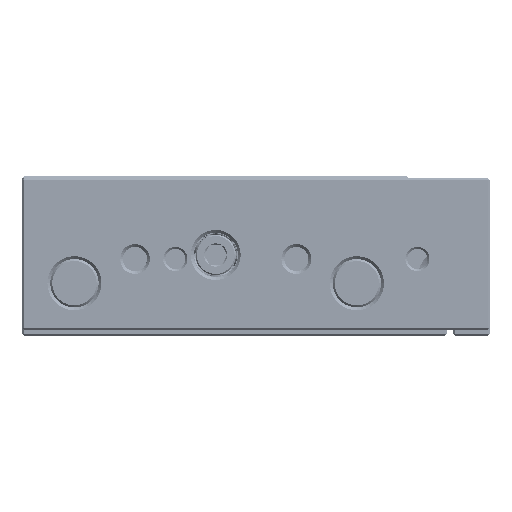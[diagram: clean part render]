
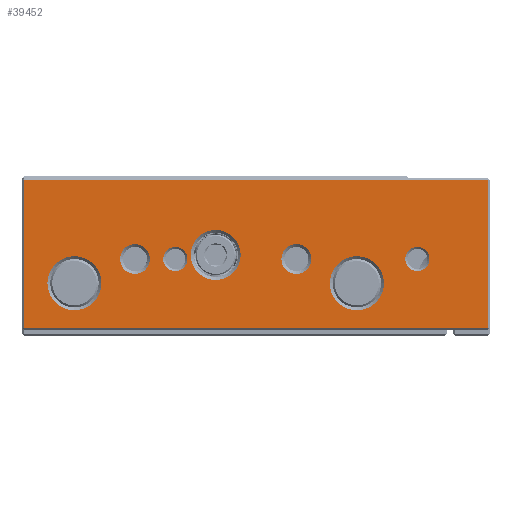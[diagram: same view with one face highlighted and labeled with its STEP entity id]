
A CAD part, left-side view. The second image highlights one B-rep face of the part: STEP entity #39452.
In plain terms, the highlighted planar face has unit normal (-1, 0, 0).
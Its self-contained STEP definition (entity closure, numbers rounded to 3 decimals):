
#920=FACE_BOUND('',#5074,.T.);
#921=FACE_BOUND('',#5075,.T.);
#922=FACE_BOUND('',#5076,.T.);
#923=FACE_BOUND('',#5077,.T.);
#924=FACE_BOUND('',#5078,.T.);
#925=FACE_BOUND('',#5079,.T.);
#926=FACE_BOUND('',#5080,.T.);
#1255=PLANE('',#42016);
#1579=CIRCLE('',#42017,6.7);
#1580=CIRCLE('',#42018,6.7);
#1581=CIRCLE('',#42019,3.);
#1582=CIRCLE('',#42020,3.7);
#1583=CIRCLE('',#42021,3.7);
#1584=CIRCLE('',#42022,3.);
#1585=CIRCLE('',#42023,6.2);
#2704=FACE_OUTER_BOUND('',#5073,.T.);
#5073=EDGE_LOOP('',(#25876,#25877,#25878,#25879));
#5074=EDGE_LOOP('',(#25880));
#5075=EDGE_LOOP('',(#25881));
#5076=EDGE_LOOP('',(#25882));
#5077=EDGE_LOOP('',(#25883));
#5078=EDGE_LOOP('',(#25884));
#5079=EDGE_LOOP('',(#25885));
#5080=EDGE_LOOP('',(#25886));
#10853=LINE('',#59064,#12884);
#10856=LINE('',#59068,#12887);
#10861=LINE('',#59076,#12892);
#10866=LINE('',#59083,#12897);
#12884=VECTOR('',#45531,10.);
#12887=VECTOR('',#45536,10.);
#12892=VECTOR('',#45547,10.);
#12897=VECTOR('',#45556,10.);
#15087=VERTEX_POINT('',#59019);
#15095=VERTEX_POINT('',#59036);
#15099=VERTEX_POINT('',#59050);
#15104=VERTEX_POINT('',#59060);
#15120=VERTEX_POINT('',#59129);
#15121=VERTEX_POINT('',#59131);
#15122=VERTEX_POINT('',#59133);
#15123=VERTEX_POINT('',#59135);
#15124=VERTEX_POINT('',#59137);
#15125=VERTEX_POINT('',#59139);
#15126=VERTEX_POINT('',#59141);
#19353=EDGE_CURVE('',#15099,#15104,#10853,.T.);
#19356=EDGE_CURVE('',#15104,#15095,#10856,.T.);
#19361=EDGE_CURVE('',#15087,#15099,#10861,.T.);
#19366=EDGE_CURVE('',#15095,#15087,#10866,.T.);
#19390=EDGE_CURVE('',#15120,#15120,#1579,.T.);
#19391=EDGE_CURVE('',#15121,#15121,#1580,.T.);
#19392=EDGE_CURVE('',#15122,#15122,#1581,.T.);
#19393=EDGE_CURVE('',#15123,#15123,#1582,.T.);
#19394=EDGE_CURVE('',#15124,#15124,#1583,.T.);
#19395=EDGE_CURVE('',#15125,#15125,#1584,.T.);
#19396=EDGE_CURVE('',#15126,#15126,#1585,.T.);
#25876=ORIENTED_EDGE('',*,*,#19353,.F.);
#25877=ORIENTED_EDGE('',*,*,#19361,.F.);
#25878=ORIENTED_EDGE('',*,*,#19366,.F.);
#25879=ORIENTED_EDGE('',*,*,#19356,.F.);
#25880=ORIENTED_EDGE('',*,*,#19390,.F.);
#25881=ORIENTED_EDGE('',*,*,#19391,.F.);
#25882=ORIENTED_EDGE('',*,*,#19392,.F.);
#25883=ORIENTED_EDGE('',*,*,#19393,.F.);
#25884=ORIENTED_EDGE('',*,*,#19394,.F.);
#25885=ORIENTED_EDGE('',*,*,#19395,.F.);
#25886=ORIENTED_EDGE('',*,*,#19396,.F.);
#39452=ADVANCED_FACE('',(#2704,#920,#921,#922,#923,#924,#925,#926),#1255,
 .T.);
#42016=AXIS2_PLACEMENT_3D('',#59128,#45607,#45608);
#42017=AXIS2_PLACEMENT_3D('',#59130,#45609,#45610);
#42018=AXIS2_PLACEMENT_3D('',#59132,#45611,#45612);
#42019=AXIS2_PLACEMENT_3D('',#59134,#45613,#45614);
#42020=AXIS2_PLACEMENT_3D('',#59136,#45615,#45616);
#42021=AXIS2_PLACEMENT_3D('',#59138,#45617,#45618);
#42022=AXIS2_PLACEMENT_3D('',#59140,#45619,#45620);
#42023=AXIS2_PLACEMENT_3D('',#59142,#45621,#45622);
#45531=DIRECTION('',(0.,1.,0.));
#45536=DIRECTION('',(0.,0.,1.));
#45547=DIRECTION('',(0.,0.,-1.));
#45556=DIRECTION('',(0.,-1.,0.));
#45607=DIRECTION('center_axis',(-1.,0.,0.));
#45608=DIRECTION('ref_axis',(0.,-1.,0.));
#45609=DIRECTION('center_axis',(-1.,0.,0.));
#45610=DIRECTION('ref_axis',(0.,0.,1.));
#45611=DIRECTION('center_axis',(-1.,0.,0.));
#45612=DIRECTION('ref_axis',(0.,0.,1.));
#45613=DIRECTION('center_axis',(-1.,0.,0.));
#45614=DIRECTION('ref_axis',(0.,0.,1.));
#45615=DIRECTION('center_axis',(-1.,0.,0.));
#45616=DIRECTION('ref_axis',(0.,0.,1.));
#45617=DIRECTION('center_axis',(-1.,0.,0.));
#45618=DIRECTION('ref_axis',(0.,0.,1.));
#45619=DIRECTION('center_axis',(-1.,0.,0.));
#45620=DIRECTION('ref_axis',(0.,0.,1.));
#45621=DIRECTION('center_axis',(-1.,0.,0.));
#45622=DIRECTION('ref_axis',(0.,0.,1.));
#59019=CARTESIAN_POINT('',(0.,0.5,37.));
#59036=CARTESIAN_POINT('',(0.,115.5,37.));
#59050=CARTESIAN_POINT('',(0.,0.5,0.5));
#59060=CARTESIAN_POINT('',(0.,115.5,0.5));
#59064=CARTESIAN_POINT('',(0.,87.,0.5));
#59068=CARTESIAN_POINT('',(0.,115.5,0.));
#59076=CARTESIAN_POINT('',(0.,0.5,0.));
#59083=CARTESIAN_POINT('',(0.,87.,37.));
#59128=CARTESIAN_POINT('Origin',(0.,116.,0.));
#59129=CARTESIAN_POINT('',(0.,33.,4.8));
#59130=CARTESIAN_POINT('Origin',(0.,33.,11.5));
#59131=CARTESIAN_POINT('',(0.,103.,4.8));
#59132=CARTESIAN_POINT('Origin',(0.,103.,11.5));
#59133=CARTESIAN_POINT('',(0.,78.,14.5));
#59134=CARTESIAN_POINT('Origin',(0.,78.,17.5));
#59135=CARTESIAN_POINT('',(0.,88.,13.8));
#59136=CARTESIAN_POINT('Origin',(0.,88.,17.5));
#59137=CARTESIAN_POINT('',(0.,48.,13.8));
#59138=CARTESIAN_POINT('Origin',(0.,48.,17.5));
#59139=CARTESIAN_POINT('',(0.,18.,14.5));
#59140=CARTESIAN_POINT('Origin',(0.,18.,17.5));
#59141=CARTESIAN_POINT('',(0.,68.,12.3));
#59142=CARTESIAN_POINT('Origin',(0.,68.,18.5));
